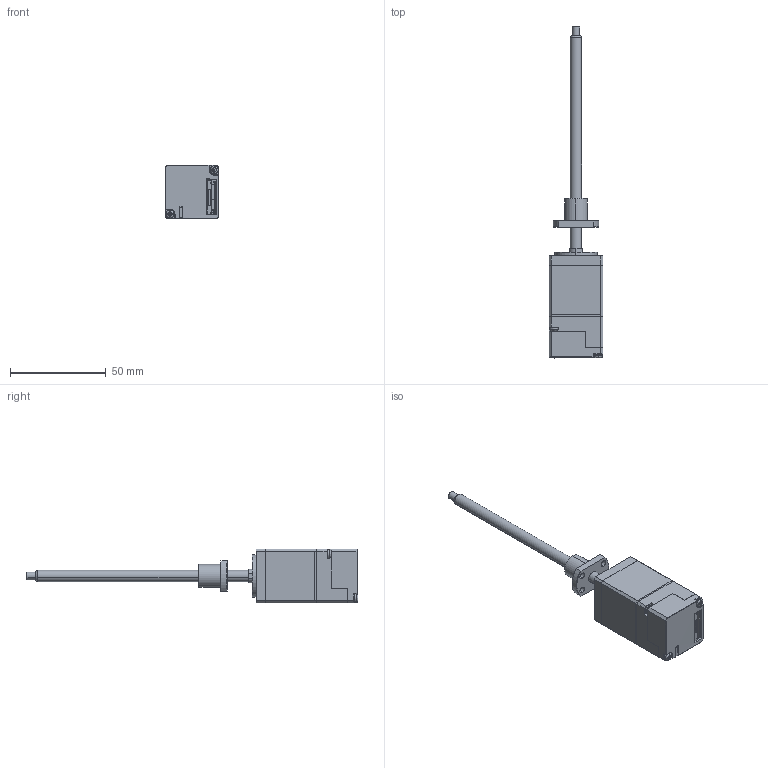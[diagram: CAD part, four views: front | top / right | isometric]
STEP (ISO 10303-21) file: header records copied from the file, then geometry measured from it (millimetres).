
FILE_DESCRIPTION (( 'STEP AP203' ), '1' );
FILE_NAME ('TSM11Q-2RM-B0601-115-AK1-S.STEP', '2019-11-12T08:45:13', ( 'Sky123.Org' ), ( 'Sky123.Org' ), 'SwSTEP 2.0', 'SolidWorks 2014', '' );
FILE_SCHEMA (( 'CONFIG_CONTROL_DESIGN' ));
Length unit declared in the file: millimetre
Products named in the file (1): TSM11Q-2RM-B0601-115-AK1-S
Bounding box: 28 x 173.2 x 28.03 mm (x, y, z)
Surface area: 16728.1 mm2 (no closed solid volume)
Topology: 0 solids, 12 shells, 219 faces, 800 edges, 577 vertices
Faces by surface type: plane 107, cylinder 78, cone 18, bspline 12, torus 3, sphere 1
Entity records: 9825 total; most frequent: CARTESIAN_POINT 3269, ORIENTED_EDGE 1258, DIRECTION 1251, EDGE_CURVE 799, VERTEX_POINT 577, LINE 463, VECTOR 463, AXIS2_PLACEMENT_3D 394
